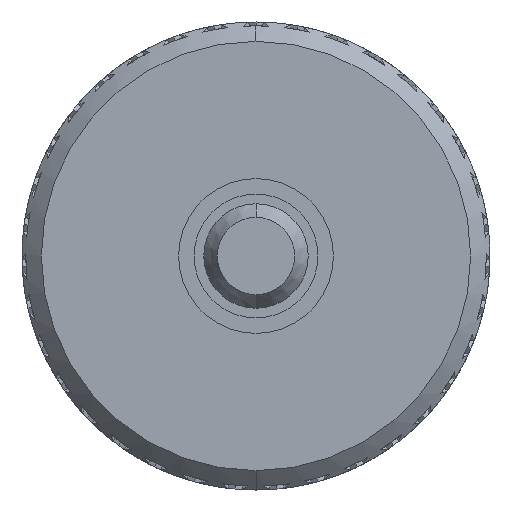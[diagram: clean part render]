
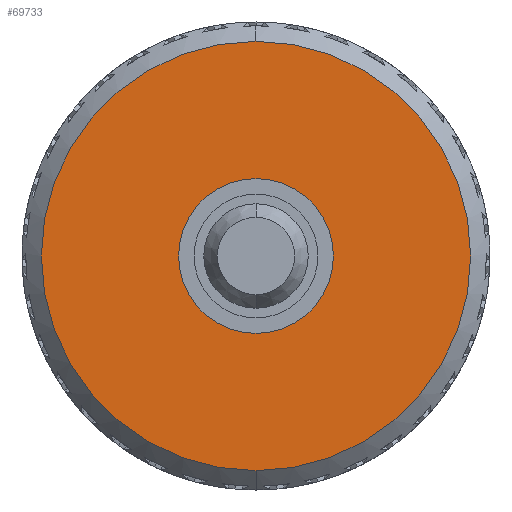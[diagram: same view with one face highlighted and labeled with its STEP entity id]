
A CAD part, front view. The second image highlights one B-rep face of the part: STEP entity #69733.
In plain terms, the highlighted planar face has unit normal (0, -1, 0).
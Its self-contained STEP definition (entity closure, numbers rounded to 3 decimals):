
#47=CARTESIAN_POINT('',(0.,-7.5,0.));
#48=DIRECTION('',(0.,1.,0.));
#49=DIRECTION('',(0.,0.,-1.));
#50=AXIS2_PLACEMENT_3D('',#47,#48,#49);
#52=CARTESIAN_POINT('',(0.,-7.5,0.));
#53=DIRECTION('',(0.,1.,0.));
#54=DIRECTION('',(0.,0.,1.));
#55=AXIS2_PLACEMENT_3D('',#52,#53,#54);
#67=CARTESIAN_POINT('',(0.,-7.5,0.));
#68=DIRECTION('',(0.,1.,0.));
#69=DIRECTION('',(0.,0.,-1.));
#70=AXIS2_PLACEMENT_3D('',#67,#68,#69);
#72=CARTESIAN_POINT('',(0.,-7.5,0.));
#73=DIRECTION('',(0.,1.,0.));
#74=DIRECTION('',(0.,0.,1.));
#75=AXIS2_PLACEMENT_3D('',#72,#73,#74);
#62521=CARTESIAN_POINT('',(0.,-7.5,-2.));
#62522=CARTESIAN_POINT('',(0.,-7.5,2.));
#62523=VERTEX_POINT('',#62521);
#62524=VERTEX_POINT('',#62522);
#62549=CARTESIAN_POINT('',(0.,-7.5,-5.545));
#62550=CARTESIAN_POINT('',(0.,-7.5,5.545));
#62551=VERTEX_POINT('',#62549);
#62552=VERTEX_POINT('',#62550);
#69716=CARTESIAN_POINT('',(0.,-7.5,0.));
#69717=DIRECTION('',(0.,1.,0.));
#69718=DIRECTION('',(0.,0.,-1.));
#69719=AXIS2_PLACEMENT_3D('',#69716,#69717,#69718);
#69720=PLANE('',#69719);
#69722=ORIENTED_EDGE('',*,*,#69721,.T.);
#69724=ORIENTED_EDGE('',*,*,#69723,.T.);
#69725=EDGE_LOOP('',(#69722,#69724));
#69726=FACE_OUTER_BOUND('',#69725,.F.);
#69728=ORIENTED_EDGE('',*,*,#69727,.F.);
#69730=ORIENTED_EDGE('',*,*,#69729,.F.);
#69731=EDGE_LOOP('',(#69728,#69730));
#69732=FACE_BOUND('',#69731,.F.);
#51=CIRCLE('',#50,2.);
#56=CIRCLE('',#55,2.);
#71=CIRCLE('',#70,5.545);
#76=CIRCLE('',#75,5.545);
#69721=EDGE_CURVE('',#62551,#62552,#71,.T.);
#69723=EDGE_CURVE('',#62552,#62551,#76,.T.);
#69727=EDGE_CURVE('',#62523,#62524,#51,.T.);
#69729=EDGE_CURVE('',#62524,#62523,#56,.T.);
#69733=ADVANCED_FACE('',(#69726,#69732),#69720,.F.);
